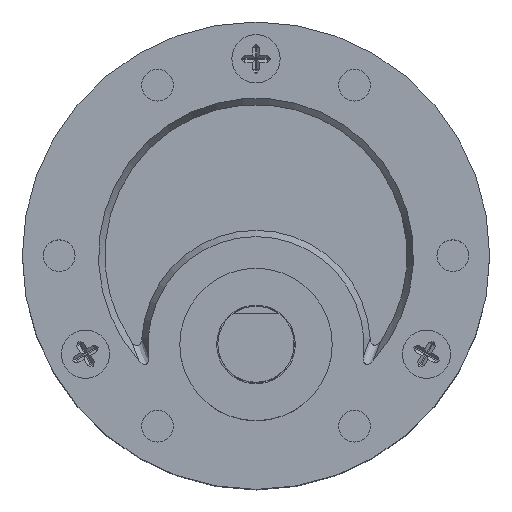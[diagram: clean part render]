
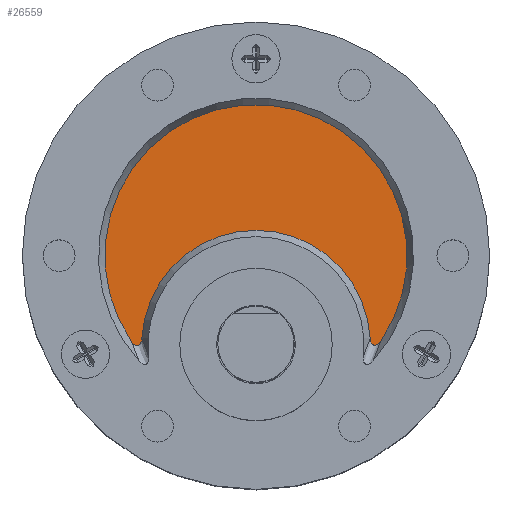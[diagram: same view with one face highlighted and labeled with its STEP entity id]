
A CAD part, top view. The second image highlights one B-rep face of the part: STEP entity #26559.
In plain terms, the highlighted planar face has unit normal (0, 0, 1).
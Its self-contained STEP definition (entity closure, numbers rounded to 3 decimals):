
#369 = CARTESIAN_POINT ( 'NONE',  ( 29.727, -6.748, 18.925 ) ) ;
#468 = CARTESIAN_POINT ( 'NONE',  ( 28.999, -6.878, 18.925 ) ) ;
#766 = AXIS2_PLACEMENT_3D ( 'NONE', #960, #25871, #19124 ) ;
#874 = CARTESIAN_POINT ( 'NONE',  ( 10.821, -6.928, 18.925 ) ) ;
#960 = CARTESIAN_POINT ( 'NONE',  ( 19.925, 0., 18.925 ) ) ;
#2080 = ORIENTED_EDGE ( 'NONE', *, *, #28589, .T. ) ;
#2515 = B_SPLINE_CURVE_WITH_KNOTS ( 'NONE', 3,
 ( #21247, #14523, #23621, #23431, #7634, #7336, #25695, #25985, #9926, #874, #25885, #12233, #12030, #27992 ),
 .UNSPECIFIED., .F., .F.,
 ( 4, 2, 2, 2, 2, 2, 4 ),
 ( 0., 0., 0., 0.001, 0.001, 0.001, 0.001 ),
 .UNSPECIFIED. ) ;
#2542 = VERTEX_POINT ( 'NONE', #9750 ) ;
#2885 = PLANE ( 'NONE',  #18873 ) ;
#3183 = DIRECTION ( 'NONE',  ( 0., 0., 1. ) ) ;
#4748 = CARTESIAN_POINT ( 'NONE',  ( 29.101, -7.004, 18.925 ) ) ;
#4826 = DIRECTION ( 'NONE',  ( 1., 0., 0. ) ) ;
#4932 = CARTESIAN_POINT ( 'NONE',  ( 28.912, -6.518, 18.925 ) ) ;
#7031 = CARTESIAN_POINT ( 'NONE',  ( 29.251, -7.063, 18.925 ) ) ;
#7135 = CARTESIAN_POINT ( 'NONE',  ( 29.307, -7.061, 18.925 ) ) ;
#7237 = CARTESIAN_POINT ( 'NONE',  ( 29.46, -7.008, 18.925 ) ) ;
#7336 = CARTESIAN_POINT ( 'NONE',  ( 10.54, -7.06, 18.925 ) ) ;
#7559 = CARTESIAN_POINT ( 'NONE',  ( 19.925, 0., 18.925 ) ) ;
#7634 = CARTESIAN_POINT ( 'NONE',  ( 10.437, -7.032, 18.925 ) ) ;
#8172 = B_SPLINE_CURVE_WITH_KNOTS ( 'NONE', 3,
 ( #18520, #16126, #20948, #468, #18421, #4748, #20738, #7031, #7135, #23036, #7237, #14025, #9313, #369 ),
 .UNSPECIFIED., .F., .F.,
 ( 4, 2, 2, 2, 2, 2, 4 ),
 ( 0., 0., 0., 0.001, 0.001, 0.001, 0.001 ),
 .UNSPECIFIED. ) ;
#8999 = CARTESIAN_POINT ( 'NONE',  ( 19.925, -7., 18.925 ) ) ;
#9101 = DIRECTION ( 'NONE',  ( 0., 0., -1. ) ) ;
#9313 = CARTESIAN_POINT ( 'NONE',  ( 29.666, -6.836, 18.925 ) ) ;
#9750 = CARTESIAN_POINT ( 'NONE',  ( 10.123, -6.748, 18.925 ) ) ;
#9926 = CARTESIAN_POINT ( 'NONE',  ( 10.747, -7.005, 18.925 ) ) ;
#10210 = CIRCLE ( 'NONE', #766, 11.9 ) ;
#11864 = VERTEX_POINT ( 'NONE', #4932 ) ;
#12030 = CARTESIAN_POINT ( 'NONE',  ( 10.932, -6.626, 18.925 ) ) ;
#12233 = CARTESIAN_POINT ( 'NONE',  ( 10.914, -6.734, 18.925 ) ) ;
#12253 = DIRECTION ( 'NONE',  ( 1., 0., 0. ) ) ;
#12561 = VERTEX_POINT ( 'NONE', #16052 ) ;
#13040 = EDGE_LOOP ( 'NONE', ( #13434, #27343, #16118, #2080 ) ) ;
#13434 = ORIENTED_EDGE ( 'NONE', *, *, #21943, .T. ) ;
#14025 = CARTESIAN_POINT ( 'NONE',  ( 29.593, -6.918, 18.925 ) ) ;
#14523 = CARTESIAN_POINT ( 'NONE',  ( 10.184, -6.836, 18.925 ) ) ;
#15979 = FACE_OUTER_BOUND ( 'NONE', #13040, .T. ) ;
#16052 = CARTESIAN_POINT ( 'NONE',  ( 29.727, -6.748, 18.925 ) ) ;
#16118 = ORIENTED_EDGE ( 'NONE', *, *, #27066, .T. ) ;
#16126 = CARTESIAN_POINT ( 'NONE',  ( 28.918, -6.625, 18.925 ) ) ;
#16365 = CARTESIAN_POINT ( 'NONE',  ( 10.938, -6.518, 18.925 ) ) ;
#16607 = AXIS2_PLACEMENT_3D ( 'NONE', #8999, #9101, #4826 ) ;
#18421 = CARTESIAN_POINT ( 'NONE',  ( 29.027, -6.925, 18.925 ) ) ;
#18447 = CIRCLE ( 'NONE', #16607, 9. ) ;
#18520 = CARTESIAN_POINT ( 'NONE',  ( 28.912, -6.518, 18.925 ) ) ;
#18873 = AXIS2_PLACEMENT_3D ( 'NONE', #7559, #3183, #12253 ) ;
#19124 = DIRECTION ( 'NONE',  ( 1., 0., 0. ) ) ;
#20738 = CARTESIAN_POINT ( 'NONE',  ( 29.147, -7.034, 18.925 ) ) ;
#20948 = CARTESIAN_POINT ( 'NONE',  ( 28.935, -6.73, 18.925 ) ) ;
#21247 = CARTESIAN_POINT ( 'NONE',  ( 10.123, -6.748, 18.925 ) ) ;
#21943 = EDGE_CURVE ( 'NONE', #28961, #11864, #18447, .T. ) ;
#23036 = CARTESIAN_POINT ( 'NONE',  ( 29.411, -7.033, 18.925 ) ) ;
#23431 = CARTESIAN_POINT ( 'NONE',  ( 10.388, -7.007, 18.925 ) ) ;
#23621 = CARTESIAN_POINT ( 'NONE',  ( 10.254, -6.915, 18.925 ) ) ;
#25695 = CARTESIAN_POINT ( 'NONE',  ( 10.596, -7.063, 18.925 ) ) ;
#25871 = DIRECTION ( 'NONE',  ( 0., 0., 1. ) ) ;
#25885 = CARTESIAN_POINT ( 'NONE',  ( 10.85, -6.881, 18.925 ) ) ;
#25985 = CARTESIAN_POINT ( 'NONE',  ( 10.7, -7.036, 18.925 ) ) ;
#26559 = ADVANCED_FACE ( 'NONE', ( #15979 ), #2885, .T. ) ;
#27066 = EDGE_CURVE ( 'NONE', #12561, #2542, #10210, .T. ) ;
#27343 = ORIENTED_EDGE ( 'NONE', *, *, #29362, .T. ) ;
#27992 = CARTESIAN_POINT ( 'NONE',  ( 10.938, -6.518, 18.925 ) ) ;
#28589 = EDGE_CURVE ( 'NONE', #2542, #28961, #2515, .T. ) ;
#28961 = VERTEX_POINT ( 'NONE', #16365 ) ;
#29362 = EDGE_CURVE ( 'NONE', #11864, #12561, #8172, .T. ) ;
